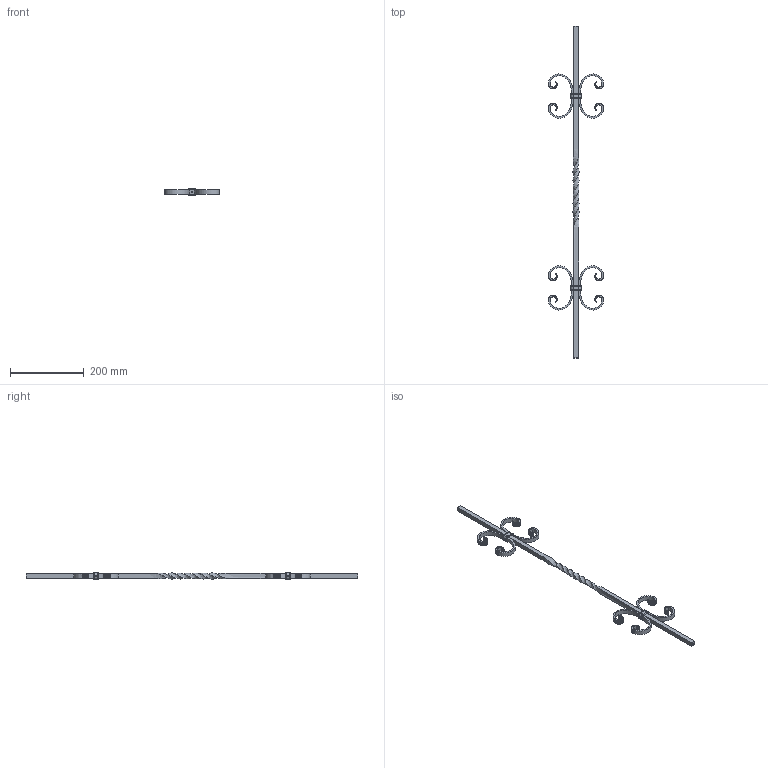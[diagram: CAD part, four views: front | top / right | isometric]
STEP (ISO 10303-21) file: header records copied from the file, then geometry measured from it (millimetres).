
FILE_DESCRIPTION (( 'STEP AP203' ), '1' );
FILE_NAME ('9053-S.step', '2020-06-30T11:32:44', ( '' ), ( '' ), 'SwSTEP 2.0', 'SolidWorks 2018', '' );
FILE_SCHEMA (( 'CONFIG_CONTROL_DESIGN' ));
Length unit declared in the file: millimetre
Products named in the file (4): 9053-S Teil2; 9053-S Teil3; 9053-S Teil1; 9053-S
Assembly tree (7 placements, depth 2):
  9053-S
    9053-S Teil1
    9053-S Teil3  x2
    9053-S Teil2  x4
Bounding box: 150.84 x 900 x 18.07 mm (x, y, z)
Volume: 201952.6 mm3; surface area: 90982.5 mm2
Topology: 7 solids, 7 shells, 574 faces, 1399 edges, 858 vertices
Faces by surface type: plane 219, bspline 179, cylinder 120, torus 56
Entity records: 22375 total; most frequent: CARTESIAN_POINT 14158, ORIENTED_EDGE 1774, DIRECTION 1261, EDGE_CURVE 887, VERTEX_POINT 554, VECTOR 495, LINE 495, AXIS2_PLACEMENT_3D 383
